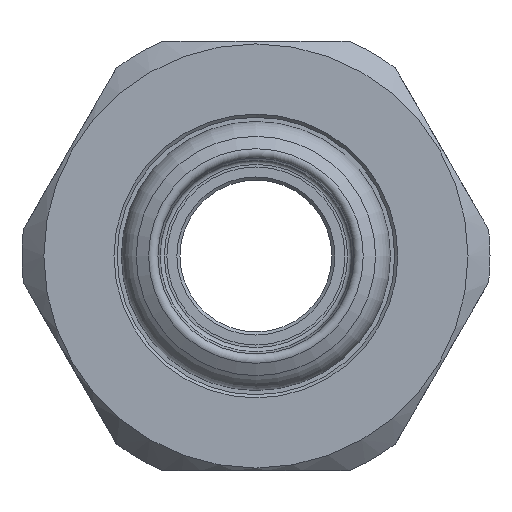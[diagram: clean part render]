
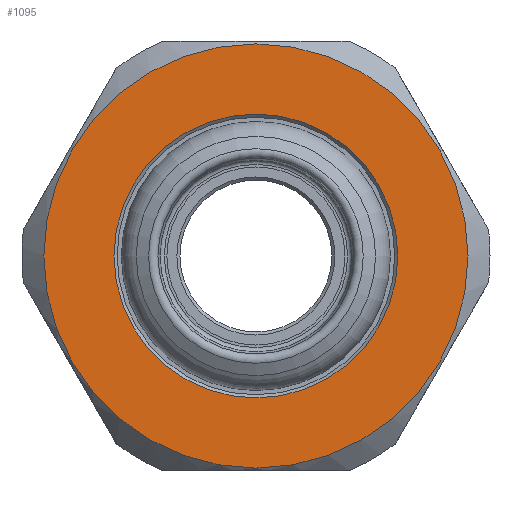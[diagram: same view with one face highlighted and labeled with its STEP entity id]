
A CAD part, left-side view. The second image highlights one B-rep face of the part: STEP entity #1095.
In plain terms, the highlighted planar face has unit normal (-1, 0, 0).
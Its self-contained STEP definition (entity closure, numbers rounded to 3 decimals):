
#41=FACE_BOUND('',#209,.T.);
#102=PLANE('',#1272);
#137=FACE_OUTER_BOUND('',#208,.T.);
#208=EDGE_LOOP('',(#831));
#209=EDGE_LOOP('',(#832));
#388=CIRCLE('',#1252,20.25);
#398=CIRCLE('',#1271,13.55);
#491=VERTEX_POINT('',#1887);
#500=VERTEX_POINT('',#1922);
#608=EDGE_CURVE('',#491,#491,#388,.T.);
#622=EDGE_CURVE('',#500,#500,#398,.T.);
#831=ORIENTED_EDGE('',*,*,#608,.T.);
#832=ORIENTED_EDGE('',*,*,#622,.F.);
#1095=ADVANCED_FACE('',(#137,#41),#102,.T.);
#1252=AXIS2_PLACEMENT_3D('',#1889,#1462,#1463);
#1271=AXIS2_PLACEMENT_3D('',#1923,#1503,#1504);
#1272=AXIS2_PLACEMENT_3D('',#1925,#1506,#1507);
#1462=DIRECTION('center_axis',(-1.,0.,0.));
#1463=DIRECTION('ref_axis',(0.,1.,0.));
#1503=DIRECTION('center_axis',(-1.,0.,0.));
#1504=DIRECTION('ref_axis',(0.,0.,-1.));
#1506=DIRECTION('center_axis',(-1.,0.,0.));
#1507=DIRECTION('ref_axis',(0.,0.,1.));
#1887=CARTESIAN_POINT('',(-16.,-20.25,0.));
#1889=CARTESIAN_POINT('Origin',(-16.,0.,0.));
#1922=CARTESIAN_POINT('',(-16.,0.,13.55));
#1923=CARTESIAN_POINT('Origin',(-16.,0.,0.));
#1925=CARTESIAN_POINT('Origin',(-16.,0.,0.));
